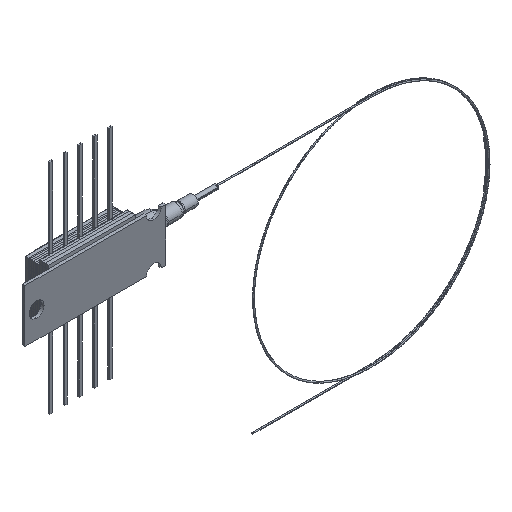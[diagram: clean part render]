
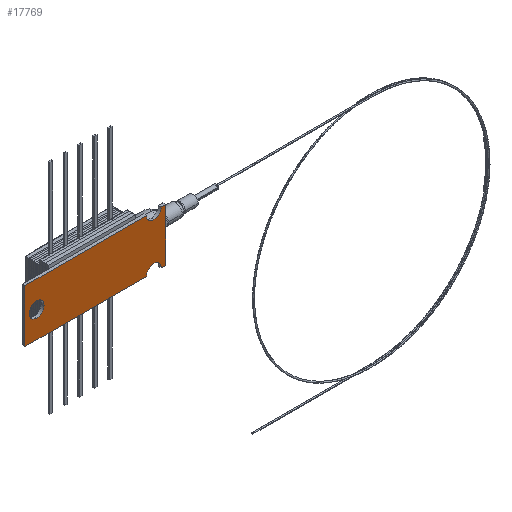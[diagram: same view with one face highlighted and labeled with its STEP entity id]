
A CAD part, isometric view. The second image highlights one B-rep face of the part: STEP entity #17769.
In plain terms, the highlighted planar face has unit normal (0, -1, 0).
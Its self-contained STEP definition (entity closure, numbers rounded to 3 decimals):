
#645 = DIRECTION ( 'NONE',  ( 0., 1., 0. ) ) ;
#712 = VERTEX_POINT ( 'NONE', #6436 ) ;
#726 = VERTEX_POINT ( 'NONE', #24340 ) ;
#1042 = VECTOR ( 'NONE', #26571, 1000. ) ;
#1138 = CARTESIAN_POINT ( 'NONE',  ( 10., 0., 3.23 ) ) ;
#1416 = DIRECTION ( 'NONE',  ( 1., 0., 0. ) ) ;
#1635 = CARTESIAN_POINT ( 'NONE',  ( -12., 0., 4.5 ) ) ;
#1877 = ORIENTED_EDGE ( 'NONE', *, *, #24537, .F. ) ;
#1911 = AXIS2_PLACEMENT_3D ( 'NONE', #22575, #8064, #12714 ) ;
#2943 = EDGE_CURVE ( 'NONE', #712, #17124, #4270, .T. ) ;
#3029 = VERTEX_POINT ( 'NONE', #10994 ) ;
#3169 = ORIENTED_EDGE ( 'NONE', *, *, #12055, .F. ) ;
#3765 = AXIS2_PLACEMENT_3D ( 'NONE', #8457, #23912, #10708 ) ;
#4063 = CARTESIAN_POINT ( 'NONE',  ( 12., 0., -4.5 ) ) ;
#4123 = EDGE_CURVE ( 'NONE', #8142, #3029, #7362, .T. ) ;
#4213 = AXIS2_PLACEMENT_3D ( 'NONE', #4878, #9391, #24866 ) ;
#4270 = CIRCLE ( 'NONE', #21710, 1.27 ) ;
#4878 = CARTESIAN_POINT ( 'NONE',  ( 12., 0., 4.5 ) ) ;
#4940 = CARTESIAN_POINT ( 'NONE',  ( -12., 0., 4.5 ) ) ;
#5285 = VECTOR ( 'NONE', #14877, 1000. ) ;
#5433 = EDGE_CURVE ( 'NONE', #27722, #8142, #22235, .T. ) ;
#5860 = CARTESIAN_POINT ( 'NONE',  ( 12., 0., 4.5 ) ) ;
#6436 = CARTESIAN_POINT ( 'NONE',  ( 11.27, 0., -4.5 ) ) ;
#6592 = AXIS2_PLACEMENT_3D ( 'NONE', #7822, #23296, #10053 ) ;
#6634 = EDGE_CURVE ( 'NONE', #7962, #3029, #26944, .T. ) ;
#7016 = ORIENTED_EDGE ( 'NONE', *, *, #2943, .F. ) ;
#7162 = PLANE ( 'NONE',  #4213 ) ;
#7362 = CIRCLE ( 'NONE', #1911, 1.27 ) ;
#7822 = CARTESIAN_POINT ( 'NONE',  ( -10., 0., 0. ) ) ;
#7962 = VERTEX_POINT ( 'NONE', #4940 ) ;
#8064 = DIRECTION ( 'NONE',  ( 0., 1., 0. ) ) ;
#8142 = VERTEX_POINT ( 'NONE', #1138 ) ;
#8457 = CARTESIAN_POINT ( 'NONE',  ( -10., 0., 0. ) ) ;
#9231 = DIRECTION ( 'NONE',  ( -1., 0., 0. ) ) ;
#9391 = DIRECTION ( 'NONE',  ( 0., 1., 0. ) ) ;
#10053 = DIRECTION ( 'NONE',  ( 0., 0., -1. ) ) ;
#10067 = ORIENTED_EDGE ( 'NONE', *, *, #22852, .F. ) ;
#10708 = DIRECTION ( 'NONE',  ( 0., 0., -1. ) ) ;
#10994 = CARTESIAN_POINT ( 'NONE',  ( 8.73, 0., 4.5 ) ) ;
#11540 = VECTOR ( 'NONE', #26295, 1000. ) ;
#12055 = EDGE_CURVE ( 'NONE', #27722, #12841, #18900, .T. ) ;
#12238 = ORIENTED_EDGE ( 'NONE', *, *, #14697, .F. ) ;
#12671 = CARTESIAN_POINT ( 'NONE',  ( -12., 0., -4.5 ) ) ;
#12714 = DIRECTION ( 'NONE',  ( 0., 0., 1. ) ) ;
#12841 = VERTEX_POINT ( 'NONE', #5860 ) ;
#13453 = VERTEX_POINT ( 'NONE', #22385 ) ;
#13660 = DIRECTION ( 'NONE',  ( 0., 0., -1. ) ) ;
#13750 = DIRECTION ( 'NONE',  ( 0., -1., 0. ) ) ;
#13847 = CARTESIAN_POINT ( 'NONE',  ( 10., 0., -4.5 ) ) ;
#14697 = EDGE_CURVE ( 'NONE', #17124, #22989, #22147, .T. ) ;
#14837 = CARTESIAN_POINT ( 'NONE',  ( -10., 0., -1.27 ) ) ;
#14857 = DIRECTION ( 'NONE',  ( 0., 0., 1. ) ) ;
#14877 = DIRECTION ( 'NONE',  ( 0., 0., 1. ) ) ;
#15180 = VECTOR ( 'NONE', #1416, 1000. ) ;
#15327 = VECTOR ( 'NONE', #9231, 1000. ) ;
#15855 = CARTESIAN_POINT ( 'NONE',  ( 8.73, 0., -4.5 ) ) ;
#16030 = VERTEX_POINT ( 'NONE', #14837 ) ;
#16233 = AXIS2_PLACEMENT_3D ( 'NONE', #23167, #645, #14857 ) ;
#16442 = ORIENTED_EDGE ( 'NONE', *, *, #5433, .T. ) ;
#16651 = CIRCLE ( 'NONE', #3765, 1.27 ) ;
#17124 = VERTEX_POINT ( 'NONE', #15855 ) ;
#17153 = FACE_OUTER_BOUND ( 'NONE', #18196, .T. ) ;
#17415 = LINE ( 'NONE', #4063, #11540 ) ;
#17769 = ADVANCED_FACE ( 'NONE', ( #22302, #17153 ), #7162, .F. ) ;
#18196 = EDGE_LOOP ( 'NONE', ( #12238, #7016, #22795, #21669, #3169, #16442, #20953, #28668, #1877 ) ) ;
#18770 = EDGE_CURVE ( 'NONE', #12841, #726, #17415, .T. ) ;
#18900 = LINE ( 'NONE', #26874, #1042 ) ;
#19245 = CARTESIAN_POINT ( 'NONE',  ( -12., 0., -4.5 ) ) ;
#19924 = CARTESIAN_POINT ( 'NONE',  ( 11.27, 0., 4.5 ) ) ;
#20380 = CARTESIAN_POINT ( 'NONE',  ( -12., 0., -4.5 ) ) ;
#20476 = CIRCLE ( 'NONE', #6592, 1.27 ) ;
#20953 = ORIENTED_EDGE ( 'NONE', *, *, #4123, .T. ) ;
#21669 = ORIENTED_EDGE ( 'NONE', *, *, #18770, .F. ) ;
#21710 = AXIS2_PLACEMENT_3D ( 'NONE', #13847, #13750, #13660 ) ;
#22147 = LINE ( 'NONE', #20380, #28694 ) ;
#22235 = CIRCLE ( 'NONE', #16233, 1.27 ) ;
#22293 = EDGE_CURVE ( 'NONE', #726, #712, #27080, .T. ) ;
#22302 = FACE_BOUND ( 'NONE', #25177, .T. ) ;
#22385 = CARTESIAN_POINT ( 'NONE',  ( -10., 0., 1.27 ) ) ;
#22575 = CARTESIAN_POINT ( 'NONE',  ( 10., 0., 4.5 ) ) ;
#22795 = ORIENTED_EDGE ( 'NONE', *, *, #22293, .F. ) ;
#22852 = EDGE_CURVE ( 'NONE', #16030, #13453, #20476, .T. ) ;
#22989 = VERTEX_POINT ( 'NONE', #19245 ) ;
#23009 = LINE ( 'NONE', #12671, #5285 ) ;
#23167 = CARTESIAN_POINT ( 'NONE',  ( 10., 0., 4.5 ) ) ;
#23296 = DIRECTION ( 'NONE',  ( 0., -1., 0. ) ) ;
#23580 = EDGE_CURVE ( 'NONE', #13453, #16030, #16651, .T. ) ;
#23912 = DIRECTION ( 'NONE',  ( 0., -1., 0. ) ) ;
#24340 = CARTESIAN_POINT ( 'NONE',  ( 12., 0., -4.5 ) ) ;
#24537 = EDGE_CURVE ( 'NONE', #22989, #7962, #23009, .T. ) ;
#24713 = CARTESIAN_POINT ( 'NONE',  ( -12., 0., -4.5 ) ) ;
#24729 = DIRECTION ( 'NONE',  ( -1., 0., 0. ) ) ;
#24866 = DIRECTION ( 'NONE',  ( 0., 0., 1. ) ) ;
#25177 = EDGE_LOOP ( 'NONE', ( #10067, #28529 ) ) ;
#26295 = DIRECTION ( 'NONE',  ( 0., 0., -1. ) ) ;
#26571 = DIRECTION ( 'NONE',  ( 1., 0., 0. ) ) ;
#26874 = CARTESIAN_POINT ( 'NONE',  ( -12., 0., 4.5 ) ) ;
#26944 = LINE ( 'NONE', #1635, #15180 ) ;
#27080 = LINE ( 'NONE', #24713, #15327 ) ;
#27722 = VERTEX_POINT ( 'NONE', #19924 ) ;
#28529 = ORIENTED_EDGE ( 'NONE', *, *, #23580, .F. ) ;
#28668 = ORIENTED_EDGE ( 'NONE', *, *, #6634, .F. ) ;
#28694 = VECTOR ( 'NONE', #24729, 1000. ) ;
